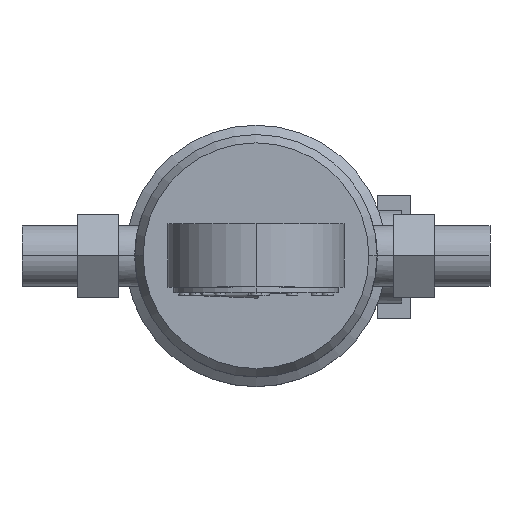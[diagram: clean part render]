
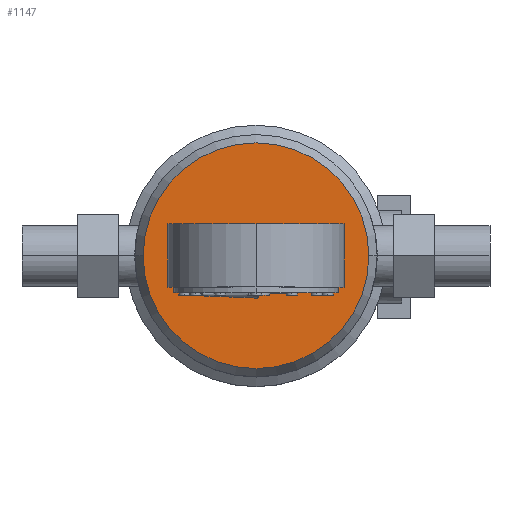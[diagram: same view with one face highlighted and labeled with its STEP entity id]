
A CAD part, top view. The second image highlights one B-rep face of the part: STEP entity #1147.
In plain terms, the highlighted planar face has unit normal (0, 0, 1).
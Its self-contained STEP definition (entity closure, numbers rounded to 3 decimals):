
#599=EDGE_CURVE('',#1101,#1477,#1746,.T.);
#909=VERTEX_POINT('',#2084);
#975=EDGE_CURVE('',#1645,#909,#2160,.T.);
#1101=VERTEX_POINT('',#2308);
#1147=ADVANCED_FACE('',(#2360,#2361),#2362,.T.);
#1163=EDGE_CURVE('',#1477,#1101,#2378,.T.);
#1477=VERTEX_POINT('',#2723);
#1637=EDGE_CURVE('',#909,#1645,#2911,.T.);
#1645=VERTEX_POINT('',#2921);
#1746=CIRCLE('',#3027,41.0);
#2084=CARTESIAN_POINT('',(-8.0,0.,25.0));
#2160=CIRCLE('',#3683,8.0);
#2308=CARTESIAN_POINT('',(41.0,0.0,25.0));
#2360=FACE_OUTER_BOUND('',#3981,.T.);
#2361=FACE_BOUND('',#3982,.T.);
#2362=PLANE('',#3983);
#2378=CIRCLE('',#4016,41.0);
#2723=CARTESIAN_POINT('',(-41.0,0.,25.0));
#2911=CIRCLE('',#4812,8.0);
#2921=CARTESIAN_POINT('',(8.0,0.0,25.0));
#3027=AXIS2_PLACEMENT_3D('',#4975,#4976,#4977);
#3683=AXIS2_PLACEMENT_3D('',#5448,#5449,#5450);
#3981=EDGE_LOOP('',(#5712,#5713));
#3982=EDGE_LOOP('',(#5714,#5715));
#3983=AXIS2_PLACEMENT_3D('',#5716,#5717,#5718);
#4016=AXIS2_PLACEMENT_3D('',#5732,#5733,#5734);
#4812=AXIS2_PLACEMENT_3D('',#6311,#6312,#6313);
#4975=CARTESIAN_POINT('',(0.0,0.0,25.0));
#4976=DIRECTION('',(0.0,0.0,1.0));
#4977=DIRECTION('',(1.0,0.0,0.0));
#5448=CARTESIAN_POINT('',(0.0,0.0,25.0));
#5449=DIRECTION('',(0.0,0.0,-1.0));
#5450=DIRECTION('',(1.0,0.0,0.0));
#5712=ORIENTED_EDGE('',*,*,#599,.T.);
#5713=ORIENTED_EDGE('',*,*,#1163,.T.);
#5714=ORIENTED_EDGE('',*,*,#975,.T.);
#5715=ORIENTED_EDGE('',*,*,#1637,.T.);
#5716=CARTESIAN_POINT('',(20.5,0.0,25.0));
#5717=DIRECTION('',(0.0,0.0,1.0));
#5718=DIRECTION('',(1.0,0.0,0.0));
#5732=CARTESIAN_POINT('',(0.0,0.0,25.0));
#5733=DIRECTION('',(0.0,0.0,1.0));
#5734=DIRECTION('',(1.0,0.0,0.0));
#6311=CARTESIAN_POINT('',(0.0,0.0,25.0));
#6312=DIRECTION('',(0.0,0.0,-1.0));
#6313=DIRECTION('',(1.0,0.0,0.0));
